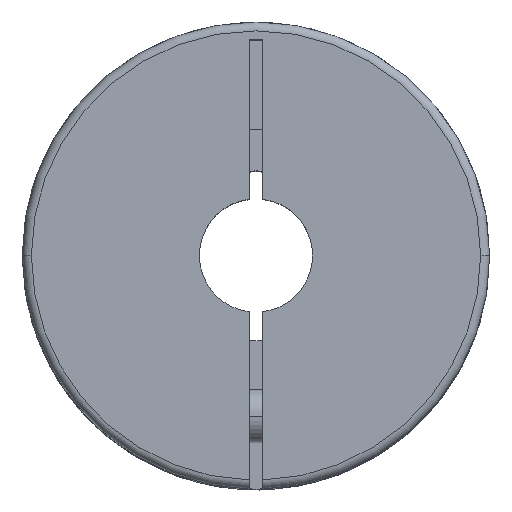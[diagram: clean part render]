
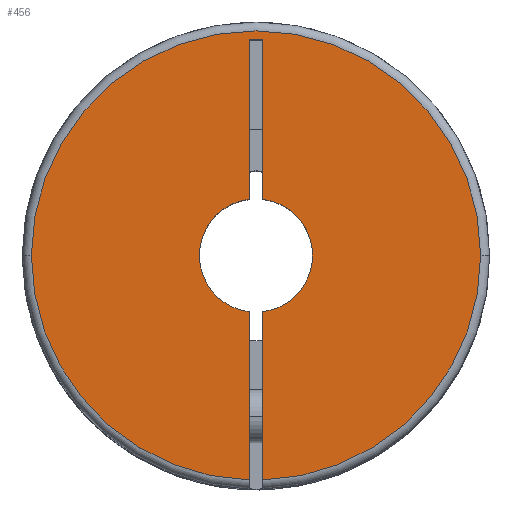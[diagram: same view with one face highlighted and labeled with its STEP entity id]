
A CAD part, top view. The second image highlights one B-rep face of the part: STEP entity #456.
In plain terms, the highlighted planar face has unit normal (0, 0, 1).
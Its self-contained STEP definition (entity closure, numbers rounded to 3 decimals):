
#2 = VERTEX_POINT ( 'NONE', #2174 ) ;
#48 = VERTEX_POINT ( 'NONE', #1490 ) ;
#75 = DIRECTION ( 'NONE',  ( 0., 0., -1. ) ) ;
#192 = ORIENTED_EDGE ( 'NONE', *, *, #2614, .F. ) ;
#209 = ORIENTED_EDGE ( 'NONE', *, *, #1476, .T. ) ;
#237 = ORIENTED_EDGE ( 'NONE', *, *, #2079, .T. ) ;
#253 = AXIS2_PLACEMENT_3D ( 'NONE', #996, #3705, #2333 ) ;
#257 = VERTEX_POINT ( 'NONE', #3292 ) ;
#323 = VERTEX_POINT ( 'NONE', #3391 ) ;
#338 = DIRECTION ( 'NONE',  ( -1., 0., 0. ) ) ;
#358 = LINE ( 'NONE', #3276, #3908 ) ;
#367 = AXIS2_PLACEMENT_3D ( 'NONE', #1233, #2576, #2011 ) ;
#404 = DIRECTION ( 'NONE',  ( 0., -1., 0. ) ) ;
#419 = VERTEX_POINT ( 'NONE', #1644 ) ;
#456 = ADVANCED_FACE ( 'NONE', ( #3148 ), #3126, .F. ) ;
#468 = VERTEX_POINT ( 'NONE', #2408 ) ;
#471 = CARTESIAN_POINT ( 'NONE',  ( 0.375, 3.153, 0. ) ) ;
#595 = EDGE_CURVE ( 'NONE', #323, #2635, #2779, .T. ) ;
#725 = EDGE_CURVE ( 'NONE', #2635, #2490, #2302, .T. ) ;
#803 = CARTESIAN_POINT ( 'NONE',  ( 0., 0., 0. ) ) ;
#810 = DIRECTION ( 'NONE',  ( 0., 0., -1. ) ) ;
#832 = EDGE_LOOP ( 'NONE', ( #994, #3585, #237, #2321, #3623, #2656, #3070, #209, #192, #3084, #1260 ) ) ;
#932 = AXIS2_PLACEMENT_3D ( 'NONE', #1275, #1599, #3590 ) ;
#972 = DIRECTION ( 'NONE',  ( 0., 1., 0. ) ) ;
#994 = ORIENTED_EDGE ( 'NONE', *, *, #3132, .F. ) ;
#996 = CARTESIAN_POINT ( 'NONE',  ( 0., 0., 0. ) ) ;
#1096 = LINE ( 'NONE', #3745, #1797 ) ;
#1115 = VECTOR ( 'NONE', #2869, 1000. ) ;
#1162 = CARTESIAN_POINT ( 'NONE',  ( -0.375, 3.153, 0. ) ) ;
#1233 = CARTESIAN_POINT ( 'NONE',  ( 0., 0., 0. ) ) ;
#1260 = ORIENTED_EDGE ( 'NONE', *, *, #2228, .F. ) ;
#1275 = CARTESIAN_POINT ( 'NONE',  ( 0., 0., 0. ) ) ;
#1328 = DIRECTION ( 'NONE',  ( 0., 1., 0. ) ) ;
#1360 = AXIS2_PLACEMENT_3D ( 'NONE', #1404, #810, #2418 ) ;
#1376 = DIRECTION ( 'NONE',  ( -1., 0., 0. ) ) ;
#1404 = CARTESIAN_POINT ( 'NONE',  ( 0., 0., 0. ) ) ;
#1476 = EDGE_CURVE ( 'NONE', #3770, #1774, #4056, .T. ) ;
#1490 = CARTESIAN_POINT ( 'NONE',  ( -3.175, 0., 0. ) ) ;
#1493 = CIRCLE ( 'NONE', #3943, 12.6 ) ;
#1531 = CIRCLE ( 'NONE', #367, 12.6 ) ;
#1599 = DIRECTION ( 'NONE',  ( 0., 0., -1. ) ) ;
#1644 = CARTESIAN_POINT ( 'NONE',  ( 0.375, -12.594, 0. ) ) ;
#1660 = EDGE_CURVE ( 'NONE', #48, #2490, #2122, .T. ) ;
#1725 = CARTESIAN_POINT ( 'NONE',  ( 0., 0., 0. ) ) ;
#1774 = VERTEX_POINT ( 'NONE', #3396 ) ;
#1797 = VECTOR ( 'NONE', #1328, 1000. ) ;
#2011 = DIRECTION ( 'NONE',  ( -1., 0., 0. ) ) ;
#2079 = EDGE_CURVE ( 'NONE', #468, #48, #3102, .T. ) ;
#2106 = CARTESIAN_POINT ( 'NONE',  ( -12.6, 0., 0. ) ) ;
#2122 = CIRCLE ( 'NONE', #1360, 3.175 ) ;
#2174 = CARTESIAN_POINT ( 'NONE',  ( 12.6, 0., 0. ) ) ;
#2228 = EDGE_CURVE ( 'NONE', #3815, #2, #1493, .T. ) ;
#2243 = CARTESIAN_POINT ( 'NONE',  ( 0., 0., 0. ) ) ;
#2300 = VECTOR ( 'NONE', #404, 1000. ) ;
#2302 = LINE ( 'NONE', #3992, #3651 ) ;
#2321 = ORIENTED_EDGE ( 'NONE', *, *, #1660, .T. ) ;
#2333 = DIRECTION ( 'NONE',  ( -1., 0., 0. ) ) ;
#2338 = AXIS2_PLACEMENT_3D ( 'NONE', #2243, #3008, #338 ) ;
#2342 = DIRECTION ( 'NONE',  ( 0., -1., 0. ) ) ;
#2384 = CARTESIAN_POINT ( 'NONE',  ( -0.375, 12.1, 0. ) ) ;
#2408 = CARTESIAN_POINT ( 'NONE',  ( -0.375, -3.153, 0. ) ) ;
#2418 = DIRECTION ( 'NONE',  ( -1., 0., 0. ) ) ;
#2490 = VERTEX_POINT ( 'NONE', #1162 ) ;
#2576 = DIRECTION ( 'NONE',  ( 0., 0., -1. ) ) ;
#2614 = EDGE_CURVE ( 'NONE', #419, #1774, #358, .T. ) ;
#2635 = VERTEX_POINT ( 'NONE', #3253 ) ;
#2656 = ORIENTED_EDGE ( 'NONE', *, *, #595, .F. ) ;
#2779 = LINE ( 'NONE', #3541, #1115 ) ;
#2869 = DIRECTION ( 'NONE',  ( -1., 0., 0. ) ) ;
#3008 = DIRECTION ( 'NONE',  ( 0., 0., -1. ) ) ;
#3070 = ORIENTED_EDGE ( 'NONE', *, *, #3632, .F. ) ;
#3084 = ORIENTED_EDGE ( 'NONE', *, *, #4071, .F. ) ;
#3085 = DIRECTION ( 'NONE',  ( 0., -1., 0. ) ) ;
#3102 = CIRCLE ( 'NONE', #2338, 3.175 ) ;
#3126 = PLANE ( 'NONE',  #3362 ) ;
#3132 = EDGE_CURVE ( 'NONE', #257, #3815, #3764, .T. ) ;
#3148 = FACE_OUTER_BOUND ( 'NONE', #832, .T. ) ;
#3253 = CARTESIAN_POINT ( 'NONE',  ( -0.375, 12.1, 0. ) ) ;
#3276 = CARTESIAN_POINT ( 'NONE',  ( 0.375, -13.1, 0. ) ) ;
#3292 = CARTESIAN_POINT ( 'NONE',  ( -0.375, -12.594, 0. ) ) ;
#3362 = AXIS2_PLACEMENT_3D ( 'NONE', #803, #4096, #3085 ) ;
#3391 = CARTESIAN_POINT ( 'NONE',  ( 0.375, 12.1, 0. ) ) ;
#3396 = CARTESIAN_POINT ( 'NONE',  ( 0.375, -3.153, 0. ) ) ;
#3541 = CARTESIAN_POINT ( 'NONE',  ( 0.375, 12.1, 0. ) ) ;
#3585 = ORIENTED_EDGE ( 'NONE', *, *, #3686, .F. ) ;
#3590 = DIRECTION ( 'NONE',  ( -1., 0., 0. ) ) ;
#3623 = ORIENTED_EDGE ( 'NONE', *, *, #725, .F. ) ;
#3632 = EDGE_CURVE ( 'NONE', #3770, #323, #1096, .T. ) ;
#3651 = VECTOR ( 'NONE', #2342, 1000. ) ;
#3686 = EDGE_CURVE ( 'NONE', #468, #257, #4030, .T. ) ;
#3705 = DIRECTION ( 'NONE',  ( 0., 0., -1. ) ) ;
#3745 = CARTESIAN_POINT ( 'NONE',  ( 0.375, -13.1, 0. ) ) ;
#3764 = CIRCLE ( 'NONE', #932, 12.6 ) ;
#3770 = VERTEX_POINT ( 'NONE', #471 ) ;
#3815 = VERTEX_POINT ( 'NONE', #2106 ) ;
#3908 = VECTOR ( 'NONE', #972, 1000. ) ;
#3943 = AXIS2_PLACEMENT_3D ( 'NONE', #1725, #75, #1376 ) ;
#3992 = CARTESIAN_POINT ( 'NONE',  ( -0.375, 12.1, 0. ) ) ;
#4030 = LINE ( 'NONE', #2384, #2300 ) ;
#4056 = CIRCLE ( 'NONE', #253, 3.175 ) ;
#4071 = EDGE_CURVE ( 'NONE', #2, #419, #1531, .T. ) ;
#4096 = DIRECTION ( 'NONE',  ( 0., 0., -1. ) ) ;
